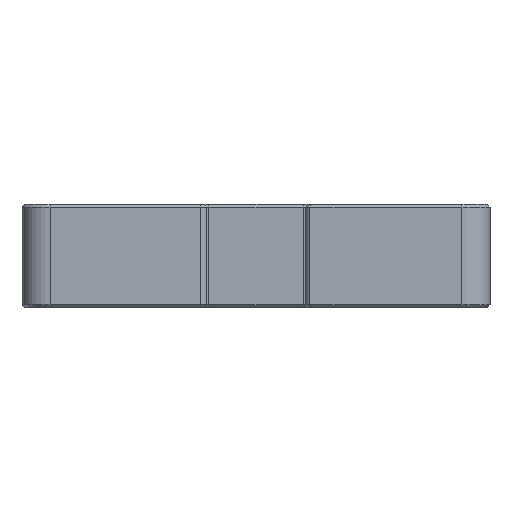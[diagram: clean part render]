
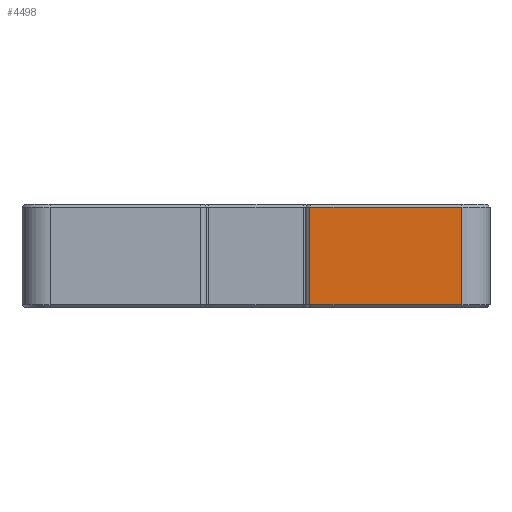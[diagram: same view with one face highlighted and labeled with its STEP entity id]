
A CAD part, left-side view. The second image highlights one B-rep face of the part: STEP entity #4498.
In plain terms, the highlighted planar face has unit normal (-1, 0, 0).
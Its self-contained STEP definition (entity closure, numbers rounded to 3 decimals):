
#244=LINE('',#7287,#601);
#320=LINE('',#7512,#677);
#321=LINE('',#7516,#678);
#322=LINE('',#7517,#679);
#601=VECTOR('',#5843,10.);
#677=VECTOR('',#6093,10.);
#678=VECTOR('',#6098,10.);
#679=VECTOR('',#6099,10.);
#1157=FACE_OUTER_BOUND('',#1477,.T.);
#1477=EDGE_LOOP('',(#3649,#3650,#3651,#3652));
#2118=VERTEX_POINT('',#7285);
#2119=VERTEX_POINT('',#7286);
#2173=VERTEX_POINT('',#7511);
#2174=VERTEX_POINT('',#7515);
#2593=EDGE_CURVE('',#2118,#2119,#244,.T.);
#2703=EDGE_CURVE('',#2173,#2119,#320,.T.);
#2705=EDGE_CURVE('',#2118,#2174,#321,.T.);
#2706=EDGE_CURVE('',#2173,#2174,#322,.T.);
#3649=ORIENTED_EDGE('',*,*,#2593,.F.);
#3650=ORIENTED_EDGE('',*,*,#2705,.T.);
#3651=ORIENTED_EDGE('',*,*,#2706,.F.);
#3652=ORIENTED_EDGE('',*,*,#2703,.T.);
#4302=PLANE('',#4993);
#4498=ADVANCED_FACE('',(#1157),#4302,.T.);
#4993=AXIS2_PLACEMENT_3D('',#7514,#6096,#6097);
#5843=DIRECTION('',(0.,-1.,0.));
#6093=DIRECTION('',(0.,0.,1.));
#6096=DIRECTION('center_axis',(-1.,0.,0.));
#6097=DIRECTION('ref_axis',(0.,-1.,0.));
#6098=DIRECTION('',(0.,0.,-1.));
#6099=DIRECTION('',(0.,1.,0.));
#7285=CARTESIAN_POINT('',(-44.9,-25.73,10.7));
#7286=CARTESIAN_POINT('',(-44.9,-41.9,10.7));
#7287=CARTESIAN_POINT('',(-44.9,-9.05,10.7));
#7511=CARTESIAN_POINT('',(-44.9,-41.9,0.3));
#7512=CARTESIAN_POINT('',(-44.9,-41.9,0.));
#7514=CARTESIAN_POINT('Origin',(-44.9,1.9,0.));
#7515=CARTESIAN_POINT('',(-44.9,-25.73,0.3));
#7516=CARTESIAN_POINT('',(-44.9,-25.73,11.));
#7517=CARTESIAN_POINT('',(-44.9,-9.05,0.3));
